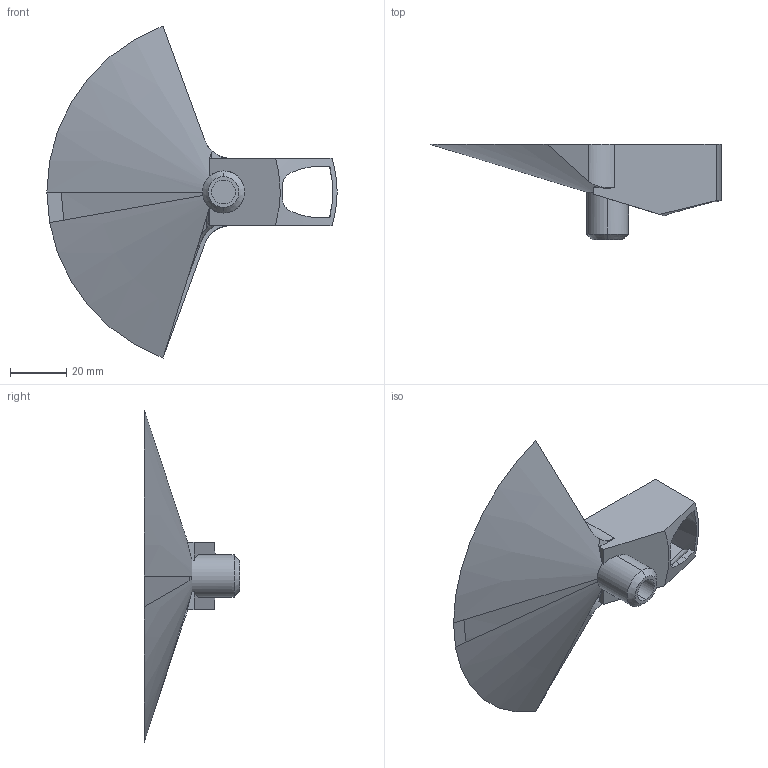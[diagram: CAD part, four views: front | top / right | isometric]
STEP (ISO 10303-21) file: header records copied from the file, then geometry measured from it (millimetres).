
FILE_DESCRIPTION (( 'STEP AP203' ), '1' );
FILE_NAME ('造磬a.STEP', '2025-04-10T21:43:30', ( '' ), ( '' ), 'SwSTEP 2.0', 'SolidWorks 2024', '' );
FILE_SCHEMA (( 'CONFIG_CONTROL_DESIGN' ));
Length unit declared in the file: millimetre
Products named in the file (1): łyżka
Bounding box: 103.5 x 33.98 x 118.4 mm (x, y, z)
Volume: 14592.9 mm3; surface area: 18434.3 mm2
Topology: 1 solids, 1 shells, 57 faces, 158 edges, 104 vertices
Faces by surface type: plane 24, cylinder 18, cone 9, bspline 6
Entity records: 2261 total; most frequent: CARTESIAN_POINT 871, ORIENTED_EDGE 316, DIRECTION 217, EDGE_CURVE 158, VERTEX_POINT 104, AXIS2_PLACEMENT_3D 78, VECTOR 61, LINE 61
